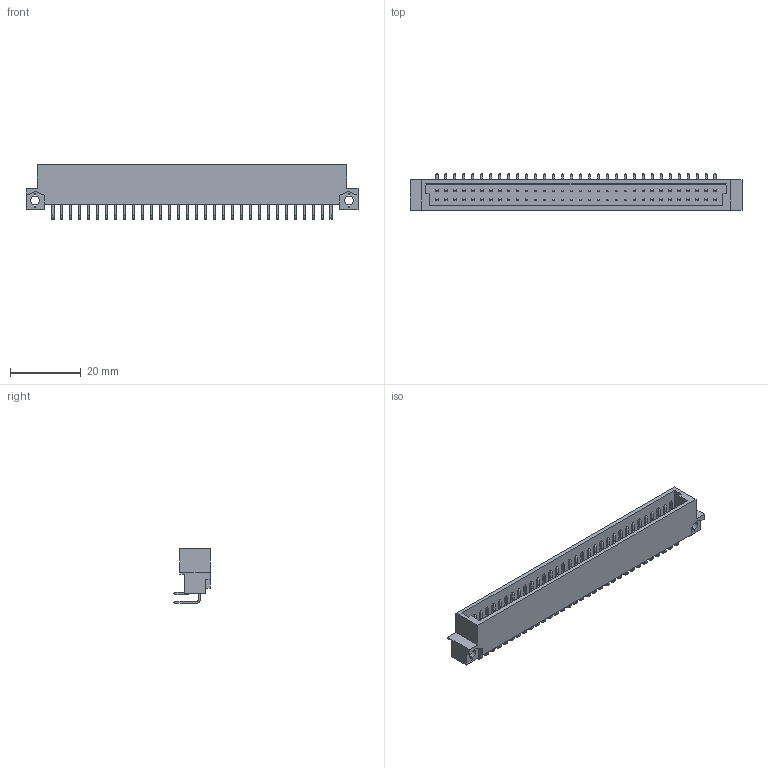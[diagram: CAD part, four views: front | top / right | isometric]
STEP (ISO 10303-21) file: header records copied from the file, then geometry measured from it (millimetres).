
FILE_DESCRIPTION(('STEP AP203'),'1');
FILE_NAME('connector_a-bm64abr-1.stp','2023-04-08T10:46:41',('TraceParts'),('TraceParts S.A.'),'Spatial InterOp 3D',' ',' ');
FILE_SCHEMA(('CONFIG_CONTROL_DESIGN'));
Length unit declared in the file: millimetre
Products named in the file (1): 1
Bounding box: 94 x 10.3 x 15.57 mm (x, y, z)
Volume: 5204.8 mm3; surface area: 7270 mm2
Topology: 1 solids, 1 shells, 1527 faces, 3804 edges, 2408 vertices
Faces by surface type: plane 1391, cylinder 136
Entity records: 44250 total; most frequent: CARTESIAN_POINT 7740, ORIENTED_EDGE 7608, DIRECTION 7132, EDGE_CURVE 3804, LINE 3532, VECTOR 3532, VERTEX_POINT 2408, AXIS2_PLACEMENT_3D 1800
